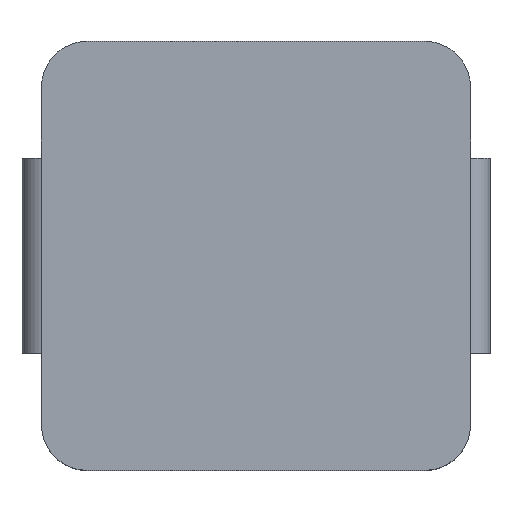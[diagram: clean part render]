
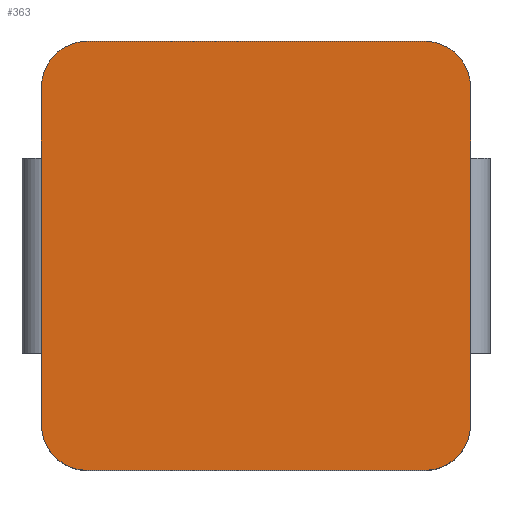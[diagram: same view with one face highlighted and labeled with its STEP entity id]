
A CAD part, top view. The second image highlights one B-rep face of the part: STEP entity #363.
In plain terms, the highlighted planar face has unit normal (0, 0, 1).
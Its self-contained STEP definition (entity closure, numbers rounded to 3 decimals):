
#58 = CARTESIAN_POINT ( 'NONE',  ( 2.6, 3.3, 2.8 ) ) ;
#63 = EDGE_CURVE ( 'NONE', #240, #1357, #894, .T. ) ;
#104 = CARTESIAN_POINT ( 'NONE',  ( 0., 0., 2.8 ) ) ;
#117 = VECTOR ( 'NONE', #473, 1000. ) ;
#122 = AXIS2_PLACEMENT_3D ( 'NONE', #104, #132, #649 ) ;
#132 = DIRECTION ( 'NONE',  ( 0., 0., 1. ) ) ;
#158 = EDGE_CURVE ( 'NONE', #1392, #1422, #1212, .T. ) ;
#164 = DIRECTION ( 'NONE',  ( 0., 0., 1. ) ) ;
#172 = CARTESIAN_POINT ( 'NONE',  ( 3.3, -2.6, 2.8 ) ) ;
#185 = EDGE_CURVE ( 'NONE', #1422, #1557, #546, .T. ) ;
#240 = VERTEX_POINT ( 'NONE', #839 ) ;
#267 = EDGE_CURVE ( 'NONE', #1357, #1392, #1230, .T. ) ;
#286 = DIRECTION ( 'NONE',  ( -1., 0., 0. ) ) ;
#309 = VERTEX_POINT ( 'NONE', #569 ) ;
#363 = ADVANCED_FACE ( 'NONE', ( #1518 ), #615, .T. ) ;
#372 = CARTESIAN_POINT ( 'NONE',  ( -2.6, 3.3, 2.8 ) ) ;
#384 = CARTESIAN_POINT ( 'NONE',  ( -2.6, 2.6, 2.8 ) ) ;
#409 = DIRECTION ( 'NONE',  ( 0., 0., 1. ) ) ;
#444 = VECTOR ( 'NONE', #559, 1000. ) ;
#446 = VERTEX_POINT ( 'NONE', #1551 ) ;
#473 = DIRECTION ( 'NONE',  ( 1., 0., 0. ) ) ;
#497 = EDGE_CURVE ( 'NONE', #309, #514, #1590, .T. ) ;
#505 = AXIS2_PLACEMENT_3D ( 'NONE', #901, #164, #1180 ) ;
#514 = VERTEX_POINT ( 'NONE', #656 ) ;
#520 = DIRECTION ( 'NONE',  ( 0., 1., 0. ) ) ;
#546 = LINE ( 'NONE', #1564, #1593 ) ;
#559 = DIRECTION ( 'NONE',  ( 0., 1., 0. ) ) ;
#569 = CARTESIAN_POINT ( 'NONE',  ( -3.3, -2.6, 2.8 ) ) ;
#615 = PLANE ( 'NONE',  #122 ) ;
#630 = CARTESIAN_POINT ( 'NONE',  ( -2.6, -3.3, 2.8 ) ) ;
#633 = EDGE_CURVE ( 'NONE', #514, #240, #1236, .T. ) ;
#649 = DIRECTION ( 'NONE',  ( 1., 0., 0. ) ) ;
#656 = CARTESIAN_POINT ( 'NONE',  ( -2.6, -3.3, 2.8 ) ) ;
#657 = DIRECTION ( 'NONE',  ( 0., -1., 0. ) ) ;
#660 = AXIS2_PLACEMENT_3D ( 'NONE', #806, #936, #286 ) ;
#688 = DIRECTION ( 'NONE',  ( -1., 0., 0. ) ) ;
#707 = CARTESIAN_POINT ( 'NONE',  ( -3.3, 2.6, 2.8 ) ) ;
#711 = ORIENTED_EDGE ( 'NONE', *, *, #862, .T. ) ;
#716 = ORIENTED_EDGE ( 'NONE', *, *, #497, .T. ) ;
#717 = CARTESIAN_POINT ( 'NONE',  ( 3.3, -2.6, 2.8 ) ) ;
#773 = ORIENTED_EDGE ( 'NONE', *, *, #1210, .T. ) ;
#806 = CARTESIAN_POINT ( 'NONE',  ( -2.6, -2.6, 2.8 ) ) ;
#824 = LINE ( 'NONE', #707, #1285 ) ;
#839 = CARTESIAN_POINT ( 'NONE',  ( 2.6, -3.3, 2.8 ) ) ;
#856 = EDGE_LOOP ( 'NONE', ( #1225, #711, #773, #716, #1216, #1515, #1219, #1353 ) ) ;
#862 = EDGE_CURVE ( 'NONE', #1557, #446, #918, .T. ) ;
#894 = CIRCLE ( 'NONE', #1568, 0.7 ) ;
#901 = CARTESIAN_POINT ( 'NONE',  ( 2.6, 2.6, 2.8 ) ) ;
#918 = CIRCLE ( 'NONE', #1411, 0.7 ) ;
#936 = DIRECTION ( 'NONE',  ( 0., 0., 1. ) ) ;
#1034 = CARTESIAN_POINT ( 'NONE',  ( 2.6, -2.6, 2.8 ) ) ;
#1164 = DIRECTION ( 'NONE',  ( 0., 0., 1. ) ) ;
#1180 = DIRECTION ( 'NONE',  ( 1., 0., 0. ) ) ;
#1210 = EDGE_CURVE ( 'NONE', #446, #309, #824, .T. ) ;
#1212 = CIRCLE ( 'NONE', #505, 0.7 ) ;
#1216 = ORIENTED_EDGE ( 'NONE', *, *, #633, .T. ) ;
#1217 = DIRECTION ( 'NONE',  ( 0., -1., 0. ) ) ;
#1219 = ORIENTED_EDGE ( 'NONE', *, *, #267, .T. ) ;
#1225 = ORIENTED_EDGE ( 'NONE', *, *, #185, .T. ) ;
#1230 = LINE ( 'NONE', #717, #444 ) ;
#1236 = LINE ( 'NONE', #630, #117 ) ;
#1285 = VECTOR ( 'NONE', #1217, 1000. ) ;
#1353 = ORIENTED_EDGE ( 'NONE', *, *, #158, .T. ) ;
#1357 = VERTEX_POINT ( 'NONE', #172 ) ;
#1392 = VERTEX_POINT ( 'NONE', #1580 ) ;
#1411 = AXIS2_PLACEMENT_3D ( 'NONE', #384, #409, #520 ) ;
#1422 = VERTEX_POINT ( 'NONE', #58 ) ;
#1515 = ORIENTED_EDGE ( 'NONE', *, *, #63, .T. ) ;
#1518 = FACE_OUTER_BOUND ( 'NONE', #856, .T. ) ;
#1551 = CARTESIAN_POINT ( 'NONE',  ( -3.3, 2.6, 2.8 ) ) ;
#1557 = VERTEX_POINT ( 'NONE', #372 ) ;
#1564 = CARTESIAN_POINT ( 'NONE',  ( 2.6, 3.3, 2.8 ) ) ;
#1568 = AXIS2_PLACEMENT_3D ( 'NONE', #1034, #1164, #657 ) ;
#1580 = CARTESIAN_POINT ( 'NONE',  ( 3.3, 2.6, 2.8 ) ) ;
#1590 = CIRCLE ( 'NONE', #660, 0.7 ) ;
#1593 = VECTOR ( 'NONE', #688, 1000. ) ;
